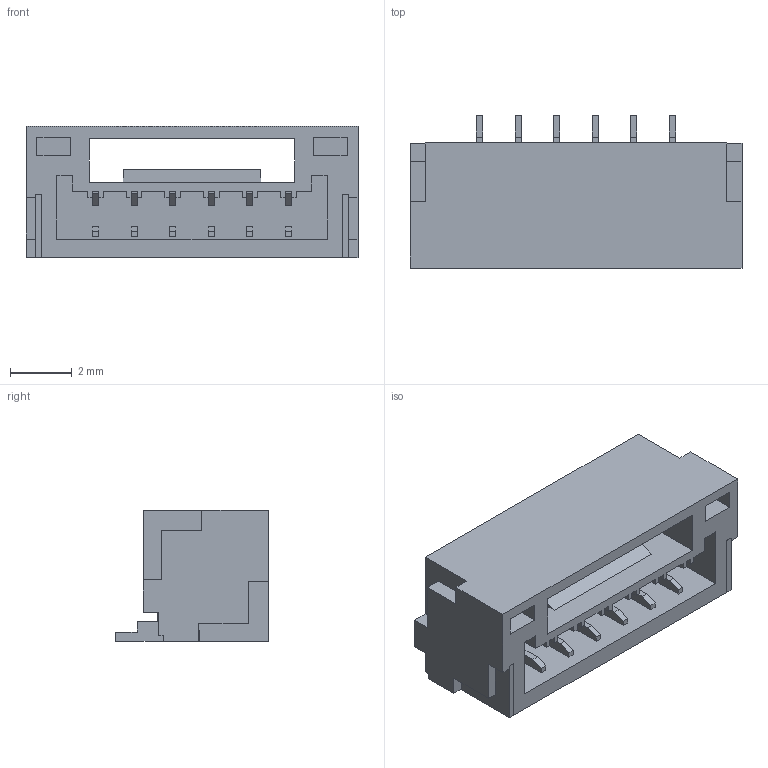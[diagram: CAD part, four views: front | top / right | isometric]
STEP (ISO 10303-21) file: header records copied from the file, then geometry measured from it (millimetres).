
FILE_DESCRIPTION(/* description */ ('model of JST_GH_SM06B-GHS-TB_1x06-1MP_P1.25mm_Horizontal'),/* implementation_level */ '2;1');
FILE_NAME(/* name */ 'JST_GH_SM06B-GHS-TB_1x06-1MP_P1.25mm_Horizontal.step',/* time_stamp */ '2018-12-04T17:25:18',/* author */ ('Frank Severinsen',''),/* organization */ (''),/* preprocessor_version */ '',/* originating_system */ '',/* authorisation */ '');
FILE_SCHEMA(('AUTOMOTIVE_DESIGN { 1 0 10303 214 1 1 1 1 }'));
Length unit declared in the file: millimetre
Products named in the file (1): JST_SM06B_GHS_TB
Bounding box: 10.75 x 4.95 x 4.25 mm (x, y, z)
Volume: 104.9 mm3; surface area: 372.7 mm2
Topology: 1 solids, 1 shells, 265 faces, 747 edges, 494 vertices
Faces by surface type: plane 265
Entity records: 5358 total; most frequent: ORIENTED_EDGE 1138, EDGE_CURVE 747, LINE 687, CARTESIAN_POINT 686, VERTEX_POINT 494, FACE_BOUND 277, EDGE_LOOP 277, ADVANCED_FACE 265
